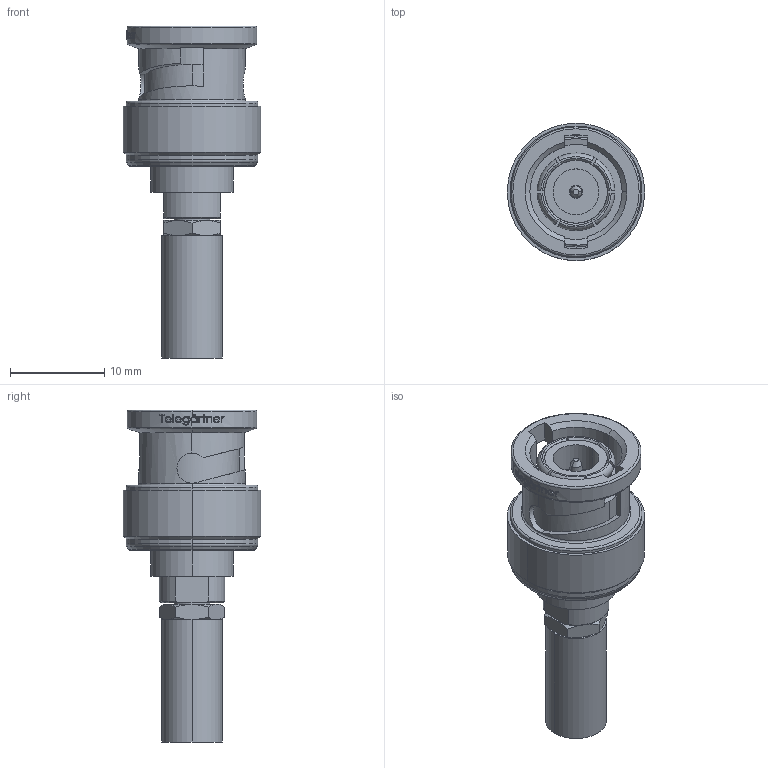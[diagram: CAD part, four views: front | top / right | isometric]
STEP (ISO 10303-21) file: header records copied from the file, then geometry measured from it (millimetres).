
FILE_DESCRIPTION (( 'STEP AP214' ), '1' );
FILE_NAME ('J01000D1293.STEP', '2019-07-02T14:43:10', ( '' ), ( '' ), 'SwSTEP 2.0', 'SolidWorks 2018', '' );
FILE_SCHEMA (( 'AUTOMOTIVE_DESIGN' ));
Length unit declared in the file: millimetre
Products named in the file (1): J01000D1293
Bounding box: 14.6 x 14.6 x 35.25 mm (x, y, z)
Volume: 2304.9 mm3; surface area: 2083.3 mm2
Topology: 1 solids, 1 shells, 325 faces, 830 edges, 541 vertices
Faces by surface type: plane 114, bspline 78, cylinder 74, cone 41, torus 18
Entity records: 16337 total; most frequent: CARTESIAN_POINT 5483, ORIENTED_EDGE 1660, DIRECTION 1311, EDGE_CURVE 830, VERTEX_POINT 541, AXIS2_PLACEMENT_3D 478, EDGE_LOOP 363, LINE 355
